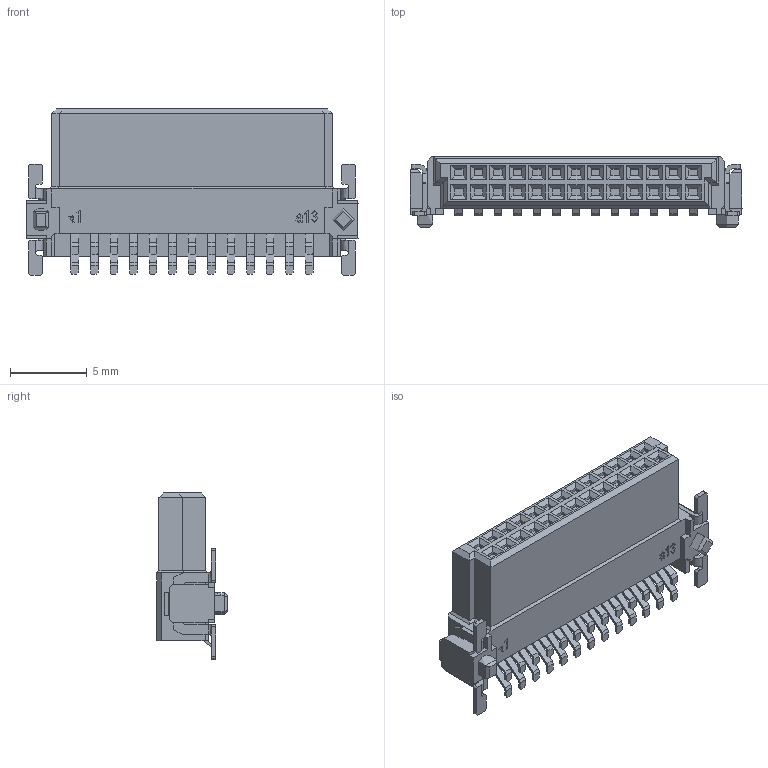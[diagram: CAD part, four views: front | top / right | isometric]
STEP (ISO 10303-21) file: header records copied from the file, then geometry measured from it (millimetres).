
FILE_DESCRIPTION( ('This file contains a STEP AP42 implementation' ,'as created by ZW3D STEP Interface translator.') ,'2;1' );
FILE_NAME( '3910-S026-096ZXXWR1.stp' ,'23 5 4.1335 5', (''), ('ZWCAD Software Co.'), 'Version 1.0', 'ZW3D to STEP translator', '' );
FILE_SCHEMA(('AUTOMOTIVE_DESIGN { 1 0 10303 214 1 1 1 1 }'));
Length unit declared in the file: millimetre
Products named in the file (2): 0; 3910-S026-096ZXXWR1
Bounding box: 21.59 x 4.6 x 10.8 mm (x, y, z)
Volume: 504.6 mm3
Topology: 2 solids, 3 shells, 1328 faces, 3432 edges, 2171 vertices
Faces by surface type: plane 983, cylinder 289, bspline 55, cone 1
Full cylindrical faces by diameter (mm): 1.45 x1
Entity records: 42421 total; most frequent: CARTESIAN_POINT 9912, ORIENTED_EDGE 6868, DIRECTION 5700, EDGE_CURVE 3434, VECTOR 2462, LINE 2462, VERTEX_POINT 2171, AXIS2_PLACEMENT_3D 1619
